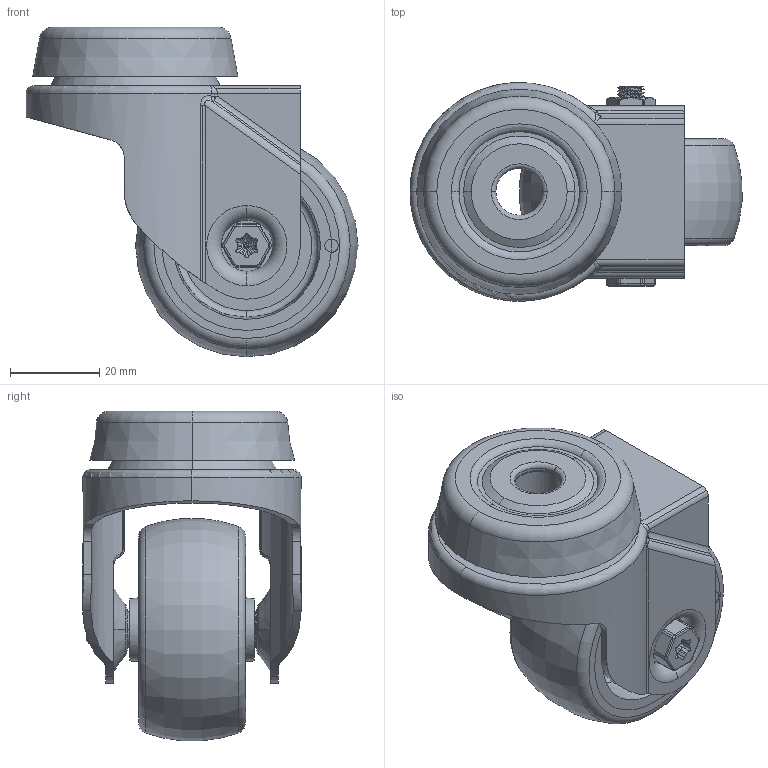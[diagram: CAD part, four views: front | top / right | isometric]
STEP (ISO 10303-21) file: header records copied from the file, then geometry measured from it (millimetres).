
FILE_DESCRIPTION(('STEP AP203'),'1');
FILE_NAME('BZRA50GRECBH10.STEP','2023-05-25T11:36:15',(' '),(' '),'Spatial InterOp 3D',' ',' ');
FILE_SCHEMA(('CONFIG_CONTROL_DESIGN'));
Length unit declared in the file: metre
Products named in the file (15): BZRA50ASBH10; ZINC PLATED PRESSED STEEL FORKS; ZINC PLATED PRESSED STEEL HEAD; BZRA50GRECBH10; BZL50WGREC; ELECTRICALLY CONDUCTIVE POLYURETHANE TYRE; POLYPROPYLENE RIM; POLYPROPYLENE RIM Geometry; SPOT; TUBEM8X30; ZINC PLATED AXLE TUBE; BOLTBZRA6MM; ZINC PLATED AXLE BOLT; NM6GR8HALFGR8; ZINC PLATED LOCKING NUT
Assembly tree (14 placements, depth 4):
  BZRA50GRECBH10
    BZRA50ASBH10
      ZINC PLATED PRESSED STEEL FORKS
      ZINC PLATED PRESSED STEEL HEAD
    BZL50WGREC
      ELECTRICALLY CONDUCTIVE POLYURETHANE TYRE
      POLYPROPYLENE RIM
        POLYPROPYLENE RIM Geometry
        SPOT
    TUBEM8X30
      ZINC PLATED AXLE TUBE
    BOLTBZRA6MM
      ZINC PLATED AXLE BOLT
    NM6GR8HALFGR8
      ZINC PLATED LOCKING NUT
Bounding box: 74.43 x 48.99 x 73.93 mm (x, y, z)
Volume: 50524.7 mm3; surface area: 41090 mm2
Topology: 8 solids, 8 shells, 410 faces, 993 edges, 612 vertices
Faces by surface type: cylinder 174, torus 74, plane 64, cone 52, bspline 42, sphere 4
Entity records: 32817 total; most frequent: CARTESIAN_POINT 22541, DIRECTION 2083, ORIENTED_EDGE 1970, EDGE_CURVE 985, AXIS2_PLACEMENT_3D 906, VERTEX_POINT 612, CIRCLE 507, EDGE_LOOP 447
